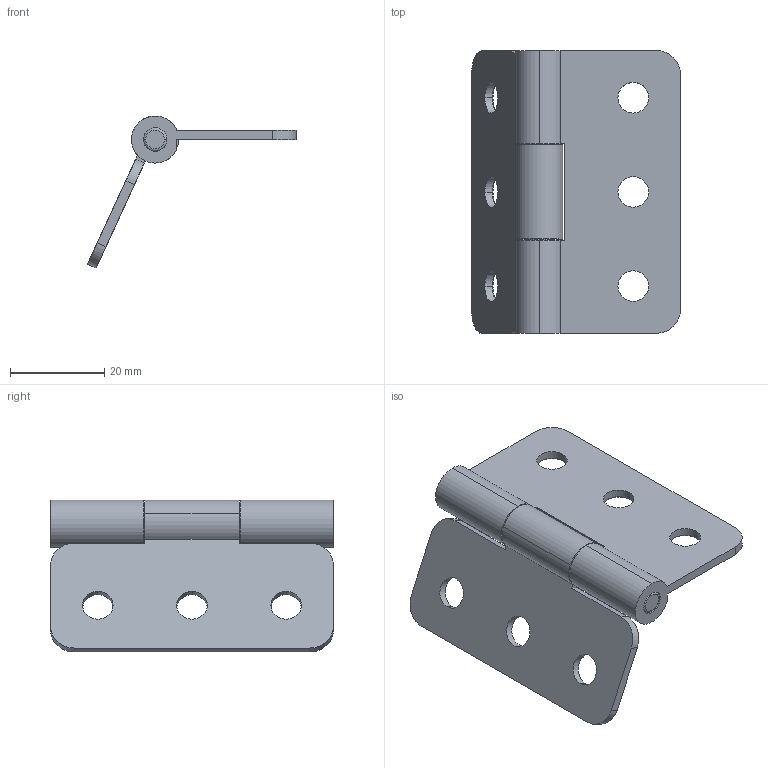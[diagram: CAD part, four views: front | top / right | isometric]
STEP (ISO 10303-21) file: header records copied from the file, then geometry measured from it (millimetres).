
FILE_DESCRIPTION (( 'STEP AP214' ), '1' );
FILE_NAME ('HINGE.STEP', '2018-03-03T10:05:26', ( '' ), ( '' ), 'SwSTEP 2.0', 'SolidWorks 2016', '' );
FILE_SCHEMA (( 'AUTOMOTIVE_DESIGN' ));
Length unit declared in the file: millimetre
Products named in the file (4): HINGE; Hinge Pin; Hinge 1; Hinge 2
Assembly tree (3 placements, depth 2):
  HINGE
    Hinge 1
    Hinge 2
    Hinge Pin
Bounding box: 44.32 x 60 x 32.27 mm (x, y, z)
Volume: 10137.2 mm3; surface area: 10295.9 mm2
Topology: 3 solids, 3 shells, 73 faces, 185 edges, 118 vertices
Faces by surface type: cylinder 35, plane 22, cone 12, torus 4
Entity records: 2411 total; most frequent: DIRECTION 433, CARTESIAN_POINT 382, ORIENTED_EDGE 370, EDGE_CURVE 185, AXIS2_PLACEMENT_3D 169, VERTEX_POINT 118, VECTOR 95, LINE 95
